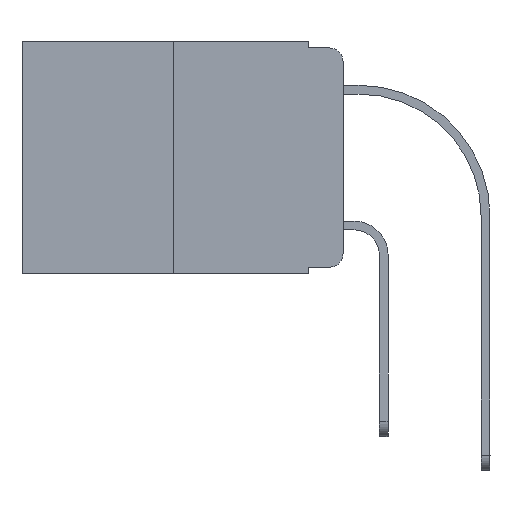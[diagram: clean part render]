
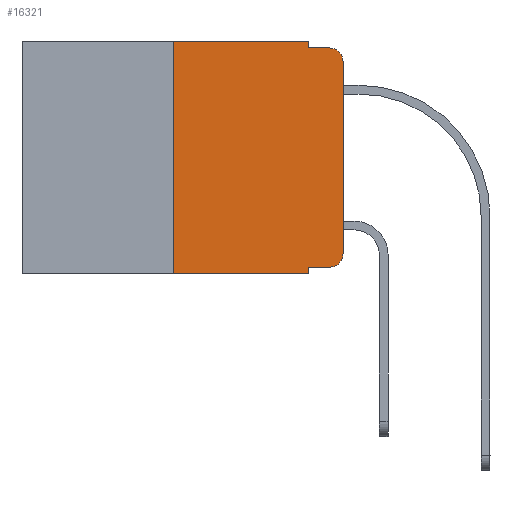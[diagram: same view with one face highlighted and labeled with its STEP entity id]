
A CAD part, left-side view. The second image highlights one B-rep face of the part: STEP entity #16321.
In plain terms, the highlighted planar face has unit normal (-1, 0, 0).
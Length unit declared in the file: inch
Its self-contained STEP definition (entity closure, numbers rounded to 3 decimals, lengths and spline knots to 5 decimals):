
#16 = DIRECTION ( 'NONE',  ( 0., 0., 1. ) ) ;
#106 = CARTESIAN_POINT ( 'NONE',  ( 0., 0.473, -0.343 ) ) ;
#173 = DIRECTION ( 'NONE',  ( 0., 0., -1. ) ) ;
#605 = VERTEX_POINT ( 'NONE', #12193 ) ;
#844 = ORIENTED_EDGE ( 'NONE', *, *, #6029, .T. ) ;
#1183 = ORIENTED_EDGE ( 'NONE', *, *, #18956, .T. ) ;
#1200 = CARTESIAN_POINT ( 'NONE',  ( 0., 0.051, -0.333 ) ) ;
#1342 = VERTEX_POINT ( 'NONE', #7294 ) ;
#1441 = EDGE_CURVE ( 'NONE', #15106, #13978, #15620, .T. ) ;
#2143 = CARTESIAN_POINT ( 'NONE',  ( 0., 0.051, -0.343 ) ) ;
#2566 = CIRCLE ( 'NONE', #7662, 0.02 ) ;
#2581 = CARTESIAN_POINT ( 'NONE',  ( 0., 0.02, -0.03 ) ) ;
#2762 = ORIENTED_EDGE ( 'NONE', *, *, #12522, .F. ) ;
#2833 = ORIENTED_EDGE ( 'NONE', *, *, #16650, .F. ) ;
#2915 = EDGE_CURVE ( 'NONE', #1342, #12650, #5489, .T. ) ;
#3314 = CARTESIAN_POINT ( 'NONE',  ( 0., 0.473, 0. ) ) ;
#3339 = VECTOR ( 'NONE', #173, 39.37008 ) ;
#4339 = VERTEX_POINT ( 'NONE', #9459 ) ;
#4390 = VERTEX_POINT ( 'NONE', #13850 ) ;
#4672 = DIRECTION ( 'NONE',  ( 0., 0., -1. ) ) ;
#4702 = DIRECTION ( 'NONE',  ( 0., 0., -1. ) ) ;
#5489 = LINE ( 'NONE', #106, #13427 ) ;
#5494 = DIRECTION ( 'NONE',  ( 0., -1., 0. ) ) ;
#5516 = VECTOR ( 'NONE', #12550, 39.37008 ) ;
#5557 = LINE ( 'NONE', #13024, #14576 ) ;
#5809 = EDGE_CURVE ( 'NONE', #1342, #15487, #7291, .T. ) ;
#5849 = AXIS2_PLACEMENT_3D ( 'NONE', #11076, #13771, #17153 ) ;
#6029 = EDGE_CURVE ( 'NONE', #14829, #15106, #17914, .T. ) ;
#6061 = ORIENTED_EDGE ( 'NONE', *, *, #6343, .T. ) ;
#6158 = CARTESIAN_POINT ( 'NONE',  ( 0., 0.051, 0. ) ) ;
#6343 = EDGE_CURVE ( 'NONE', #605, #14829, #10268, .T. ) ;
#6363 = DIRECTION ( 'NONE',  ( 0., -1., 0. ) ) ;
#7291 = LINE ( 'NONE', #13379, #16005 ) ;
#7294 = CARTESIAN_POINT ( 'NONE',  ( 0., 0.25, -0.343 ) ) ;
#7662 = AXIS2_PLACEMENT_3D ( 'NONE', #2581, #18806, #8449 ) ;
#7706 = PLANE ( 'NONE',  #9793 ) ;
#8449 = DIRECTION ( 'NONE',  ( 0., 0., -1. ) ) ;
#9197 = EDGE_CURVE ( 'NONE', #15487, #4390, #5557, .T. ) ;
#9293 = FACE_OUTER_BOUND ( 'NONE', #15564, .T. ) ;
#9459 = CARTESIAN_POINT ( 'NONE',  ( 0., 0.051, -0.01 ) ) ;
#9793 = AXIS2_PLACEMENT_3D ( 'NONE', #3314, #12381, #4702 ) ;
#9968 = ORIENTED_EDGE ( 'NONE', *, *, #1441, .T. ) ;
#10268 = LINE ( 'NONE', #1200, #10308 ) ;
#10308 = VECTOR ( 'NONE', #6363, 39.37008 ) ;
#10544 = LINE ( 'NONE', #6158, #3339 ) ;
#11076 = CARTESIAN_POINT ( 'NONE',  ( 0., 0.02, -0.313 ) ) ;
#11670 = CARTESIAN_POINT ( 'NONE',  ( 0., 0.051, -0.01 ) ) ;
#12193 = CARTESIAN_POINT ( 'NONE',  ( 0., 0.051, -0.333 ) ) ;
#12381 = DIRECTION ( 'NONE',  ( 1., 0., 0. ) ) ;
#12522 = EDGE_CURVE ( 'NONE', #605, #12650, #10544, .T. ) ;
#12550 = DIRECTION ( 'NONE',  ( 0., 0., 1. ) ) ;
#12606 = VERTEX_POINT ( 'NONE', #17184 ) ;
#12650 = VERTEX_POINT ( 'NONE', #2143 ) ;
#13024 = CARTESIAN_POINT ( 'NONE',  ( 0., 0.473, 0. ) ) ;
#13379 = CARTESIAN_POINT ( 'NONE',  ( 0., 0.25, 0. ) ) ;
#13427 = VECTOR ( 'NONE', #13754, 39.37008 ) ;
#13625 = CARTESIAN_POINT ( 'NONE',  ( 0., 0., -0.03 ) ) ;
#13754 = DIRECTION ( 'NONE',  ( 0., -1., 0. ) ) ;
#13771 = DIRECTION ( 'NONE',  ( -1., 0., 0. ) ) ;
#13850 = CARTESIAN_POINT ( 'NONE',  ( 0., 0.051, 0. ) ) ;
#13937 = VECTOR ( 'NONE', #5494, 39.37008 ) ;
#13978 = VERTEX_POINT ( 'NONE', #13625 ) ;
#14151 = CARTESIAN_POINT ( 'NONE',  ( 0., 0., -0.313 ) ) ;
#14570 = CARTESIAN_POINT ( 'NONE',  ( 0., 0.02, -0.333 ) ) ;
#14576 = VECTOR ( 'NONE', #18983, 39.37008 ) ;
#14829 = VERTEX_POINT ( 'NONE', #14570 ) ;
#15106 = VERTEX_POINT ( 'NONE', #14151 ) ;
#15236 = ORIENTED_EDGE ( 'NONE', *, *, #2915, .T. ) ;
#15405 = ORIENTED_EDGE ( 'NONE', *, *, #9197, .F. ) ;
#15487 = VERTEX_POINT ( 'NONE', #16912 ) ;
#15564 = EDGE_LOOP ( 'NONE', ( #9968, #1183, #2833, #18064, #15405, #18078, #15236, #2762, #6061, #844 ) ) ;
#15620 = LINE ( 'NONE', #17323, #5516 ) ;
#16005 = VECTOR ( 'NONE', #16, 39.37008 ) ;
#16321 = ADVANCED_FACE ( 'NONE', ( #9293 ), #7706, .F. ) ;
#16557 = VECTOR ( 'NONE', #4672, 39.37008 ) ;
#16650 = EDGE_CURVE ( 'NONE', #4339, #12606, #19419, .T. ) ;
#16912 = CARTESIAN_POINT ( 'NONE',  ( 0., 0.25, 0. ) ) ;
#17036 = CARTESIAN_POINT ( 'NONE',  ( 0., 0.051, 0. ) ) ;
#17153 = DIRECTION ( 'NONE',  ( 0., 0., -1. ) ) ;
#17184 = CARTESIAN_POINT ( 'NONE',  ( 0., 0.02, -0.01 ) ) ;
#17323 = CARTESIAN_POINT ( 'NONE',  ( 0., 0., 0. ) ) ;
#17914 = CIRCLE ( 'NONE', #5849, 0.02 ) ;
#18064 = ORIENTED_EDGE ( 'NONE', *, *, #18858, .F. ) ;
#18078 = ORIENTED_EDGE ( 'NONE', *, *, #5809, .F. ) ;
#18402 = LINE ( 'NONE', #17036, #16557 ) ;
#18806 = DIRECTION ( 'NONE',  ( -1., 0., 0. ) ) ;
#18858 = EDGE_CURVE ( 'NONE', #4390, #4339, #18402, .T. ) ;
#18956 = EDGE_CURVE ( 'NONE', #13978, #12606, #2566, .T. ) ;
#18983 = DIRECTION ( 'NONE',  ( 0., -1., 0. ) ) ;
#19419 = LINE ( 'NONE', #11670, #13937 ) ;
